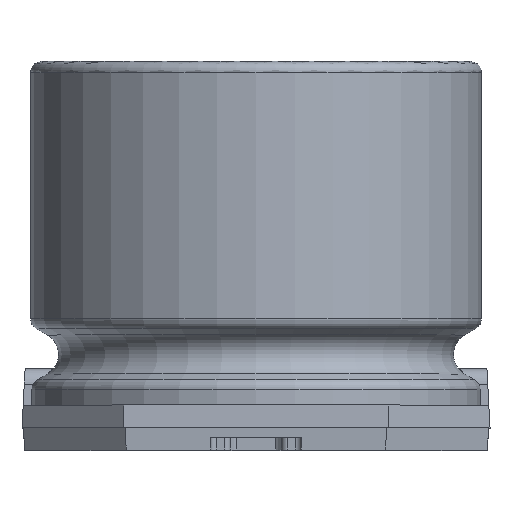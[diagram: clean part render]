
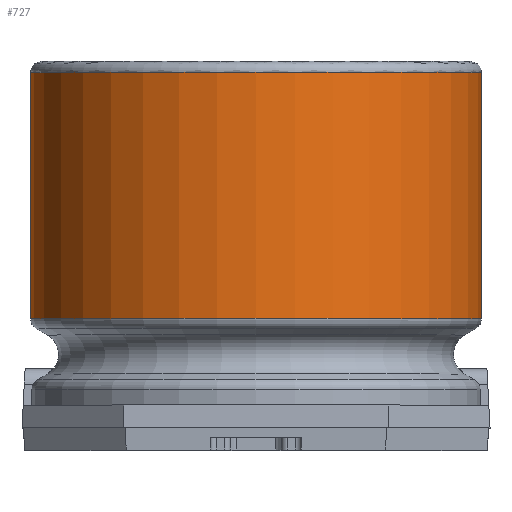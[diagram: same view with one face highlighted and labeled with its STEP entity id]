
A CAD part, top view. The second image highlights one B-rep face of the part: STEP entity #727.
In plain terms, the highlighted cylindrical face has radius 4 mm (diameter 8 mm), a full revolution.
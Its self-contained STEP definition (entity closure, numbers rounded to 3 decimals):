
#161=CARTESIAN_POINT('NONE',(0.0,0.0,0.0));
#174=VERTEX_POINT('NONE',#1591);
#407=CARTESIAN_POINT('NONE',(0.0,1.935,0.0));
#446=AXIS2_PLACEMENT_3D('NONE',#161,#4501,#3796);
#560=FACE_OUTER_BOUND('NONE',#1892,.T.);
#650=EDGE_CURVE('NONE',#174,#174,#1040,.T.);
#727=ADVANCED_FACE('NONE',(#4114,#560),#4477,.T.);
#844=DIRECTION('NONE',(-0.0,-1.0,-0.0));
#1040=CIRCLE('NONE',#1415,4.);
#1172=EDGE_CURVE('NONE',#3311,#3311,#4195,.T.);
#1317=DIRECTION('NONE',(0.0,0.0,-1.0));
#1415=AXIS2_PLACEMENT_3D('NONE',#407,#844,#1857);
#1591=CARTESIAN_POINT('NONE',(0.0,1.935,-4.));
#1720=ORIENTED_EDGE('NONE',*,*,#1172,.T.);
#1857=DIRECTION('NONE',(0.0,0.0,-1.0));
#1892=EDGE_LOOP('NONE',(#3129));
#2190=AXIS2_PLACEMENT_3D('NONE',#3038,#4169,#1317);
#3038=CARTESIAN_POINT('NONE',(0.0,6.3,0.0));
#3129=ORIENTED_EDGE('NONE',*,*,#650,.F.);
#3311=VERTEX_POINT('NONE',#4404);
#3796=DIRECTION('NONE',(0.0,0.0,-1.0));
#3955=EDGE_LOOP('NONE',(#1720));
#4114=FACE_OUTER_BOUND('NONE',#3955,.T.);
#4169=DIRECTION('NONE',(-0.0,-1.0,-0.0));
#4195=CIRCLE('NONE',#2190,4.0);
#4404=CARTESIAN_POINT('NONE',(0.0,6.3,-4.0));
#4477=CYLINDRICAL_SURFACE('NONE',#446,4.0);
#4501=DIRECTION('NONE',(-0.0,-1.0,-0.0));
